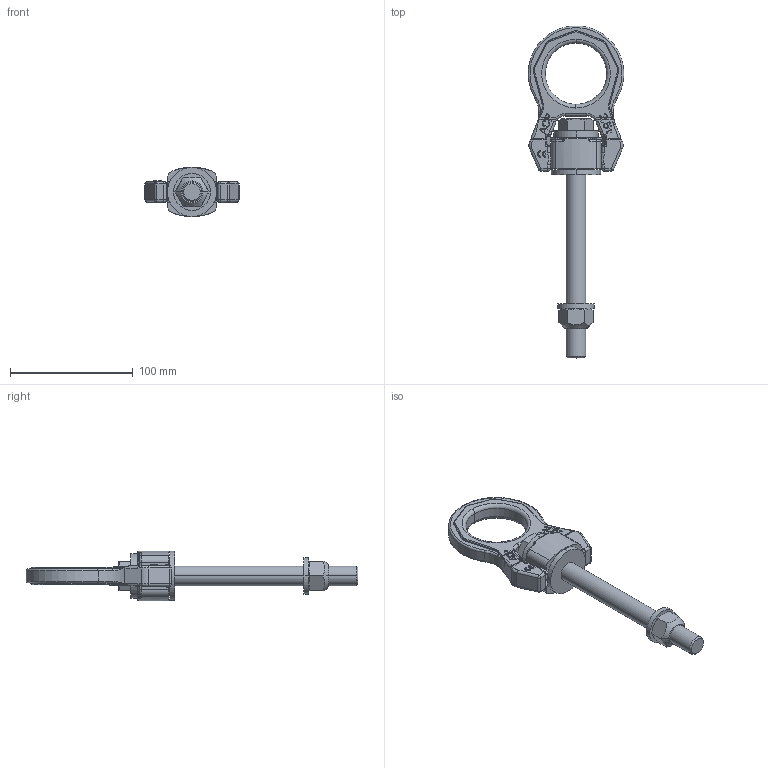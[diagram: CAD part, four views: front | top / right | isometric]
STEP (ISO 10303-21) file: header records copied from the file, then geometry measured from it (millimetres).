
FILE_DESCRIPTION((''),'2;1');
FILE_NAME('001-M35812-P-2_ASM','2019-02-27T',('anja.joas'),(''),'PRO/ENGINEER BY PARAMETRIC TECHNOLOGY CORPORATION, 2011490','PRO/ENGINEER BY PARAMETRIC TECHNOLOGY CORPORATION, 2011490','');
FILE_SCHEMA(('CONFIG_CONTROL_DESIGN'));
Length unit declared in the file: millimetre
Products named in the file (7): 001-M35812-P-20; 001-M35812-P-60; 001-M35812-P-10; 001-M34900-P-2; 001-M31624-V04; 001-M31328-V07; 001-M35812-P-2_ASM
Assembly tree (6 placements, depth 2):
  001-M35812-P-2_ASM
    001-M35812-P-20
    001-M35812-P-60
    001-M35812-P-10
    001-M34900-P-2
    001-M31624-V04
    001-M31328-V07
Bounding box: 77.97 x 270.54 x 40.4 mm (x, y, z)
Volume: 144031.7 mm3; surface area: 47443.8 mm2
Topology: 7 solids, 7 shells, 915 faces, 2349 edges, 1470 vertices
Faces by surface type: plane 513, cylinder 212, bspline 90, torus 70, cone 20, sphere 9, extrusion 1
Entity records: 32376 total; most frequent: CARTESIAN_POINT 10521, ORIENTED_EDGE 4698, DIRECTION 4280, EDGE_CURVE 2349, VECTOR 1568, LINE 1567, VERTEX_POINT 1470, AXIS2_PLACEMENT_3D 1356
